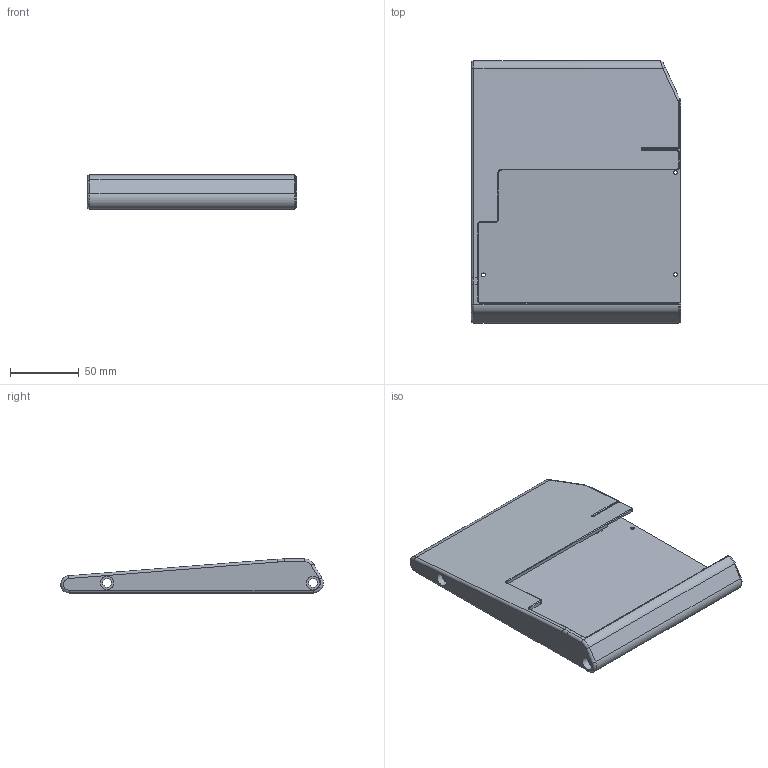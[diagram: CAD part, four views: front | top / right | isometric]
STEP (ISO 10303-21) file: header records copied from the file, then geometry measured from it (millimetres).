
FILE_DESCRIPTION(/* description */ (''),/* implementation_level */ '2;1');
FILE_NAME(/* name */ 'skc03-ino-jis-right.step',/* time_stamp */ '2022-08-20T20:14:10+09:00',/* author */ (''),/* organization */ (''),/* preprocessor_version */ 'ST-DEVELOPER v19',/* originating_system */ 'Autodesk Translation Framework v11.7.0.108',/* authorisation */ '');
FILE_SCHEMA (('AUTOMOTIVE_DESIGN { 1 0 10303 214 3 1 1 }'));
Length unit declared in the file: millimetre
Products named in the file (1): right
Bounding box: 152.89 x 191.65 x 24.89 mm (x, y, z)
Volume: 157123.5 mm3; surface area: 104668 mm2
Topology: 1 solids, 2 shells, 293 faces, 730 edges, 446 vertices
Faces by surface type: plane 213, cylinder 45, bspline 19, cone 12, torus 4
Full cylindrical faces by diameter (mm): 2.8 x4, 9.5 x2, 11 x2
Entity records: 9026 total; most frequent: CARTESIAN_POINT 2123, ORIENTED_EDGE 1460, DIRECTION 1345, EDGE_CURVE 730, LINE 579, VECTOR 579, VERTEX_POINT 446, AXIS2_PLACEMENT_3D 383
